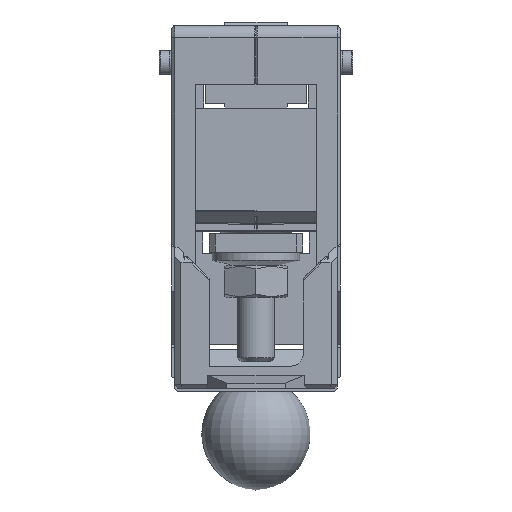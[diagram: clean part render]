
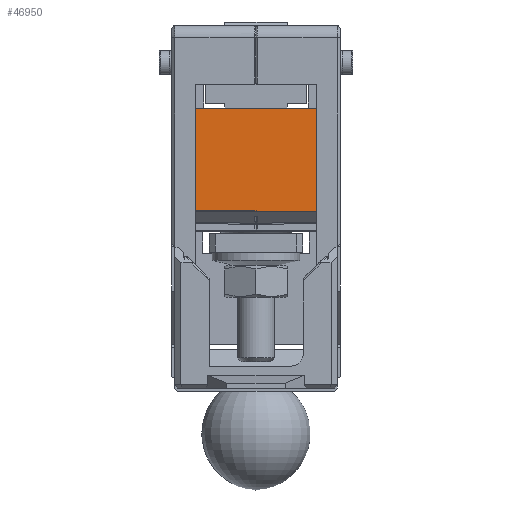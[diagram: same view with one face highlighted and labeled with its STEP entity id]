
A CAD part, left-side view. The second image highlights one B-rep face of the part: STEP entity #46950.
In plain terms, the highlighted planar face has unit normal (-1, 0, 0).
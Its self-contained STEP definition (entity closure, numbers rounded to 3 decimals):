
#801=PLANE('',#49508);
#3337=LINE('',#64933,#6881);
#3925=LINE('',#66777,#7469);
#4139=LINE('',#67499,#7683);
#4141=LINE('',#67502,#7685);
#4142=LINE('',#67504,#7686);
#4143=LINE('',#67505,#7687);
#6881=VECTOR('',#54137,1000.);
#7469=VECTOR('',#55521,1000.);
#7683=VECTOR('',#56159,1000.);
#7685=VECTOR('',#56163,1000.);
#7686=VECTOR('',#56164,1000.);
#7687=VECTOR('',#56165,1000.);
#14681=ORIENTED_EDGE('',*,*,#22411,.T.);
#14682=ORIENTED_EDGE('',*,*,#22412,.T.);
#14683=ORIENTED_EDGE('',*,*,#22105,.F.);
#14684=ORIENTED_EDGE('',*,*,#21333,.T.);
#14685=ORIENTED_EDGE('',*,*,#22409,.T.);
#14686=ORIENTED_EDGE('',*,*,#22413,.F.);
#21333=EDGE_CURVE('',#25785,#25786,#3337,.T.);
#22105=EDGE_CURVE('',#25785,#26302,#3925,.T.);
#22409=EDGE_CURVE('',#25786,#26458,#4139,.T.);
#22411=EDGE_CURVE('',#26459,#26301,#4141,.T.);
#22412=EDGE_CURVE('',#26301,#26302,#4142,.T.);
#22413=EDGE_CURVE('',#26459,#26458,#4143,.F.);
#25785=VERTEX_POINT('',#64934);
#25786=VERTEX_POINT('',#64935);
#26301=VERTEX_POINT('',#66765);
#26302=VERTEX_POINT('',#66778);
#26458=VERTEX_POINT('',#67498);
#26459=VERTEX_POINT('',#67503);
#29173=EDGE_LOOP('',(#14681,#14682,#14683,#14684,#14685,#14686));
#31285=FACE_BOUND('',#29173,.T.);
#46950=ADVANCED_FACE('',(#31285),#801,.T.);
#49508=AXIS2_PLACEMENT_3D('',#67501,#56161,#56162);
#54137=DIRECTION('',(0.,0.,-1.));
#55521=DIRECTION('',(0.,1.,0.));
#56159=DIRECTION('',(0.,-1.,0.));
#56161=DIRECTION('',(-1.,0.,0.));
#56162=DIRECTION('',(0.,0.,1.));
#56163=DIRECTION('',(0.,1.,0.));
#56164=DIRECTION('',(0.,0.,-1.));
#56165=DIRECTION('',(0.,0.,1.));
#64933=CARTESIAN_POINT('',(-31.085,-9.7,-6.767));
#64934=CARTESIAN_POINT('',(-31.085,-9.7,-23.132));
#64935=CARTESIAN_POINT('',(-31.085,-9.7,-23.235));
#66765=CARTESIAN_POINT('',(-31.085,0.,-6.767));
#66777=CARTESIAN_POINT('',(-31.085,-9.7,-23.132));
#66778=CARTESIAN_POINT('',(-31.085,0.,-23.132));
#67498=CARTESIAN_POINT('',(-31.085,-19.4,-23.235));
#67499=CARTESIAN_POINT('',(-31.085,-9.7,-23.235));
#67501=CARTESIAN_POINT('',(-31.085,-9.7,-6.767));
#67502=CARTESIAN_POINT('',(-31.085,-9.7,-6.767));
#67503=CARTESIAN_POINT('',(-31.085,-19.4,-6.767));
#67504=CARTESIAN_POINT('',(-31.085,0.,-16.75));
#67505=CARTESIAN_POINT('',(-31.085,-19.4,-16.75));
